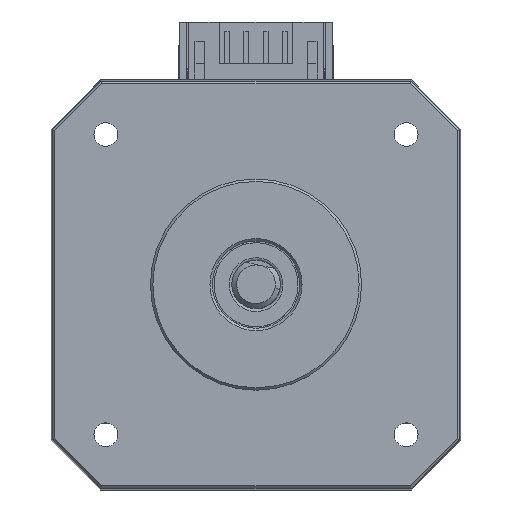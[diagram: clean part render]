
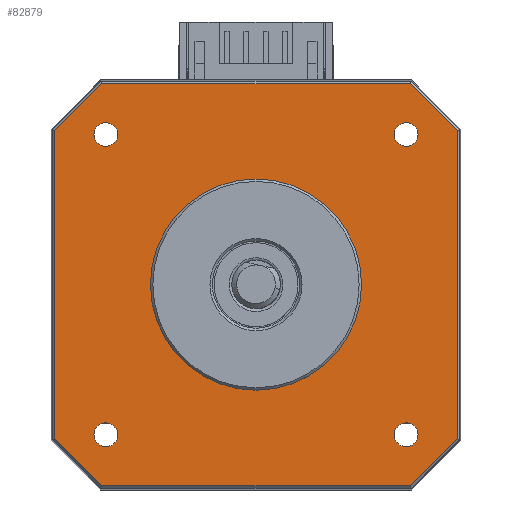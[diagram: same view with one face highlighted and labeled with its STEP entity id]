
A CAD part, top view. The second image highlights one B-rep face of the part: STEP entity #82879.
In plain terms, the highlighted planar face has unit normal (0, 0, 1).
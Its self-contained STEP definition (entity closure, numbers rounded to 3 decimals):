
#82428=CARTESIAN_POINT('',(46.746,137.275,2.325));
#82429=VERTEX_POINT('',#82428);
#82436=CARTESIAN_POINT('',(51.6,142.129,2.325));
#82437=VERTEX_POINT('',#82436);
#82438=CARTESIAN_POINT('',(46.746,137.275,2.325));
#82439=DIRECTION('',(0.707,0.707,-0.));
#82440=VECTOR('',#82439,6.864);
#82441=LINE('',#82438,#82440);
#82442=EDGE_CURVE('',#82429,#82437,#82441,.T.);
#82468=CARTESIAN_POINT('',(51.6,100.629,2.325));
#82469=VERTEX_POINT('',#82468);
#82476=CARTESIAN_POINT('',(46.746,105.482,2.325));
#82477=VERTEX_POINT('',#82476);
#82478=CARTESIAN_POINT('',(51.6,100.629,2.325));
#82479=DIRECTION('',(-0.707,0.707,-0.));
#82480=VECTOR('',#82479,6.864);
#82481=LINE('',#82478,#82480);
#82482=EDGE_CURVE('',#82469,#82477,#82481,.T.);
#82498=CARTESIAN_POINT('',(83.393,100.629,2.325));
#82499=VERTEX_POINT('',#82498);
#82500=CARTESIAN_POINT('',(83.393,100.629,2.325));
#82501=DIRECTION('',(-1.,0.,-0.));
#82502=VECTOR('',#82501,31.793);
#82503=LINE('',#82500,#82502);
#82504=EDGE_CURVE('',#82499,#82469,#82503,.T.);
#82529=CARTESIAN_POINT('',(88.246,105.482,2.325));
#82530=VERTEX_POINT('',#82529);
#82531=CARTESIAN_POINT('',(88.246,105.482,2.325));
#82532=DIRECTION('',(-0.707,-0.707,-0.));
#82533=VECTOR('',#82532,6.864);
#82534=LINE('',#82531,#82533);
#82535=EDGE_CURVE('',#82530,#82499,#82534,.T.);
#82567=CARTESIAN_POINT('',(46.746,105.482,2.325));
#82568=DIRECTION('',(0.,1.,-0.));
#82569=VECTOR('',#82568,31.793);
#82570=LINE('',#82567,#82569);
#82571=EDGE_CURVE('',#82477,#82429,#82570,.T.);
#82582=CARTESIAN_POINT('',(88.246,137.275,2.325));
#82583=VERTEX_POINT('',#82582);
#82584=CARTESIAN_POINT('',(88.246,137.275,2.325));
#82585=DIRECTION('',(-0.,-1.,-0.));
#82586=VECTOR('',#82585,31.793);
#82587=LINE('',#82584,#82586);
#82588=EDGE_CURVE('',#82583,#82530,#82587,.T.);
#82613=CARTESIAN_POINT('',(83.393,142.129,2.325));
#82614=VERTEX_POINT('',#82613);
#82615=CARTESIAN_POINT('',(83.393,142.129,2.325));
#82616=DIRECTION('',(0.707,-0.707,0.));
#82617=VECTOR('',#82616,6.864);
#82618=LINE('',#82615,#82617);
#82619=EDGE_CURVE('',#82614,#82583,#82618,.T.);
#82644=CARTESIAN_POINT('',(51.6,142.129,2.325));
#82645=DIRECTION('',(1.,-0.,0.));
#82646=VECTOR('',#82645,31.793);
#82647=LINE('',#82644,#82646);
#82648=EDGE_CURVE('',#82437,#82614,#82647,.T.);
#82764=CARTESIAN_POINT('',(67.496,121.379,2.325));
#82765=DIRECTION('',(-0.,0.,1.));
#82766=DIRECTION('',(1.,-0.,0.));
#82767=AXIS2_PLACEMENT_3D('',#82764,#82765,#82766);
#82768=PLANE('',#82767);
#82769=ORIENTED_EDGE('',*,*,#82482,.F.);
#82770=ORIENTED_EDGE('',*,*,#82504,.F.);
#82771=ORIENTED_EDGE('',*,*,#82535,.F.);
#82772=ORIENTED_EDGE('',*,*,#82588,.F.);
#82773=ORIENTED_EDGE('',*,*,#82619,.F.);
#82774=ORIENTED_EDGE('',*,*,#82648,.F.);
#82775=ORIENTED_EDGE('',*,*,#82442,.F.);
#82776=ORIENTED_EDGE('',*,*,#82571,.F.);
#82777=EDGE_LOOP('',(#82769,#82770,#82771,#82772,#82773,#82774,#82775,#82776));
#82778=FACE_BOUND('',#82777,.T.);
#82779=CARTESIAN_POINT('',(78.396,121.379,2.325));
#82780=VERTEX_POINT('',#82779);
#82781=CARTESIAN_POINT('',(67.496,132.279,2.325));
#82782=VERTEX_POINT('',#82781);
#82783=CARTESIAN_POINT('',(67.496,121.379,2.325));
#82784=DIRECTION('',(0.,-0.,-1.));
#82785=DIRECTION('',(1.,-0.,0.));
#82786=AXIS2_PLACEMENT_3D('',#82783,#82784,#82785);
#82787=CIRCLE('',#82786,10.9);
#82788=EDGE_CURVE('',#82780,#82782,#82787,.T.);
#82789=ORIENTED_EDGE('',*,*,#82788,.T.);
#82790=CARTESIAN_POINT('',(67.496,121.379,2.325));
#82791=DIRECTION('',(0.,-0.,-1.));
#82792=DIRECTION('',(1.,-0.,0.));
#82793=AXIS2_PLACEMENT_3D('',#82790,#82791,#82792);
#82794=CIRCLE('',#82793,10.9);
#82795=EDGE_CURVE('',#82782,#82780,#82794,.T.);
#82796=ORIENTED_EDGE('',*,*,#82795,.T.);
#82797=EDGE_LOOP('',(#82789,#82796));
#82798=FACE_BOUND('',#82797,.T.);
#82799=CARTESIAN_POINT('',(84.226,105.879,2.325));
#82800=VERTEX_POINT('',#82799);
#82801=CARTESIAN_POINT('',(82.996,107.108,2.325));
#82802=VERTEX_POINT('',#82801);
#82803=CARTESIAN_POINT('',(82.996,105.879,2.325));
#82804=DIRECTION('',(0.,-0.,-1.));
#82805=DIRECTION('',(1.,-0.,0.));
#82806=AXIS2_PLACEMENT_3D('',#82803,#82804,#82805);
#82807=CIRCLE('',#82806,1.23);
#82808=EDGE_CURVE('',#82800,#82802,#82807,.T.);
#82809=ORIENTED_EDGE('',*,*,#82808,.T.);
#82810=CARTESIAN_POINT('',(82.996,105.879,2.325));
#82811=DIRECTION('',(0.,-0.,-1.));
#82812=DIRECTION('',(1.,-0.,0.));
#82813=AXIS2_PLACEMENT_3D('',#82810,#82811,#82812);
#82814=CIRCLE('',#82813,1.23);
#82815=EDGE_CURVE('',#82802,#82800,#82814,.T.);
#82816=ORIENTED_EDGE('',*,*,#82815,.T.);
#82817=EDGE_LOOP('',(#82809,#82816));
#82818=FACE_BOUND('',#82817,.T.);
#82819=CARTESIAN_POINT('',(53.226,136.879,2.325));
#82820=VERTEX_POINT('',#82819);
#82821=CARTESIAN_POINT('',(51.996,138.108,2.325));
#82822=VERTEX_POINT('',#82821);
#82823=CARTESIAN_POINT('',(51.996,136.879,2.325));
#82824=DIRECTION('',(0.,-0.,-1.));
#82825=DIRECTION('',(1.,-0.,0.));
#82826=AXIS2_PLACEMENT_3D('',#82823,#82824,#82825);
#82827=CIRCLE('',#82826,1.23);
#82828=EDGE_CURVE('',#82820,#82822,#82827,.T.);
#82829=ORIENTED_EDGE('',*,*,#82828,.T.);
#82830=CARTESIAN_POINT('',(51.996,136.879,2.325));
#82831=DIRECTION('',(0.,-0.,-1.));
#82832=DIRECTION('',(1.,-0.,0.));
#82833=AXIS2_PLACEMENT_3D('',#82830,#82831,#82832);
#82834=CIRCLE('',#82833,1.23);
#82835=EDGE_CURVE('',#82822,#82820,#82834,.T.);
#82836=ORIENTED_EDGE('',*,*,#82835,.T.);
#82837=EDGE_LOOP('',(#82829,#82836));
#82838=FACE_BOUND('',#82837,.T.);
#82839=CARTESIAN_POINT('',(53.226,105.879,2.325));
#82840=VERTEX_POINT('',#82839);
#82841=CARTESIAN_POINT('',(51.996,107.108,2.325));
#82842=VERTEX_POINT('',#82841);
#82843=CARTESIAN_POINT('',(51.996,105.879,2.325));
#82844=DIRECTION('',(0.,-0.,-1.));
#82845=DIRECTION('',(1.,-0.,0.));
#82846=AXIS2_PLACEMENT_3D('',#82843,#82844,#82845);
#82847=CIRCLE('',#82846,1.23);
#82848=EDGE_CURVE('',#82840,#82842,#82847,.T.);
#82849=ORIENTED_EDGE('',*,*,#82848,.T.);
#82850=CARTESIAN_POINT('',(51.996,105.879,2.325));
#82851=DIRECTION('',(0.,-0.,-1.));
#82852=DIRECTION('',(1.,-0.,0.));
#82853=AXIS2_PLACEMENT_3D('',#82850,#82851,#82852);
#82854=CIRCLE('',#82853,1.23);
#82855=EDGE_CURVE('',#82842,#82840,#82854,.T.);
#82856=ORIENTED_EDGE('',*,*,#82855,.T.);
#82857=EDGE_LOOP('',(#82849,#82856));
#82858=FACE_BOUND('',#82857,.T.);
#82859=CARTESIAN_POINT('',(84.226,136.879,2.325));
#82860=VERTEX_POINT('',#82859);
#82861=CARTESIAN_POINT('',(82.996,138.108,2.325));
#82862=VERTEX_POINT('',#82861);
#82863=CARTESIAN_POINT('',(82.996,136.879,2.325));
#82864=DIRECTION('',(0.,-0.,-1.));
#82865=DIRECTION('',(1.,-0.,0.));
#82866=AXIS2_PLACEMENT_3D('',#82863,#82864,#82865);
#82867=CIRCLE('',#82866,1.23);
#82868=EDGE_CURVE('',#82860,#82862,#82867,.T.);
#82869=ORIENTED_EDGE('',*,*,#82868,.T.);
#82870=CARTESIAN_POINT('',(82.996,136.879,2.325));
#82871=DIRECTION('',(0.,-0.,-1.));
#82872=DIRECTION('',(1.,-0.,0.));
#82873=AXIS2_PLACEMENT_3D('',#82870,#82871,#82872);
#82874=CIRCLE('',#82873,1.23);
#82875=EDGE_CURVE('',#82862,#82860,#82874,.T.);
#82876=ORIENTED_EDGE('',*,*,#82875,.T.);
#82877=EDGE_LOOP('',(#82869,#82876));
#82878=FACE_BOUND('',#82877,.T.);
#82879=ADVANCED_FACE('',(#82778,#82798,#82818,#82838,#82858,#82878),#82768,.T.);
